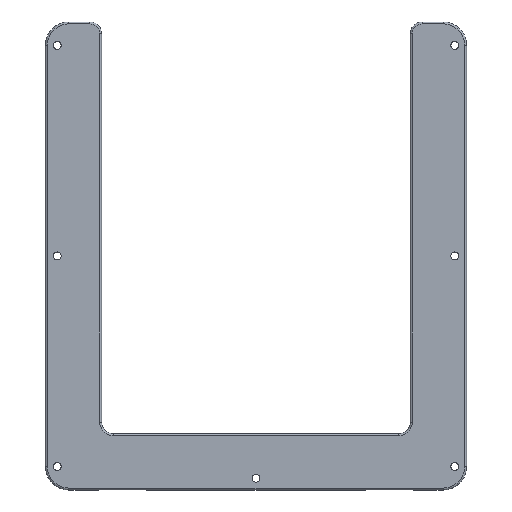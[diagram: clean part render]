
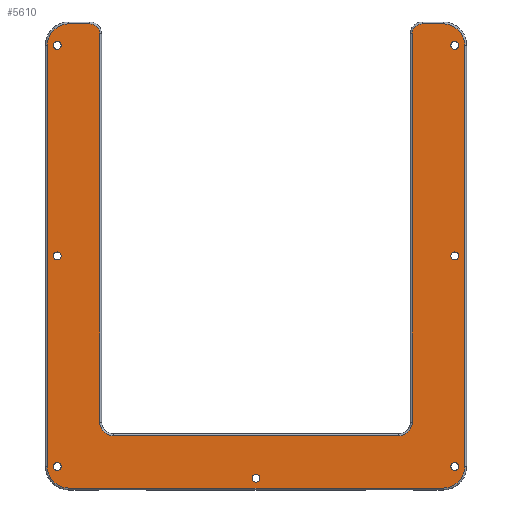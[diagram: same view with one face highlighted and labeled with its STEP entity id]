
A CAD part, top view. The second image highlights one B-rep face of the part: STEP entity #5610.
In plain terms, the highlighted planar face has unit normal (0, 0, 1).
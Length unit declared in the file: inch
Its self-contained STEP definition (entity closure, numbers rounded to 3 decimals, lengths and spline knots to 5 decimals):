
#384=FACE_BOUND('',#875,.T.);
#385=FACE_BOUND('',#876,.T.);
#386=FACE_BOUND('',#877,.T.);
#387=FACE_BOUND('',#878,.T.);
#388=FACE_BOUND('',#879,.T.);
#389=FACE_BOUND('',#880,.T.);
#390=FACE_BOUND('',#881,.T.);
#406=PLANE('',#6045);
#518=FACE_OUTER_BOUND('',#874,.T.);
#874=EDGE_LOOP('',(#3656,#3657,#3658,#3659,#3660,#3661,#3662,#3663,#3664,
#3665,#3666,#3667,#3668,#3669,#3670,#3671));
#875=EDGE_LOOP('',(#3672));
#876=EDGE_LOOP('',(#3673));
#877=EDGE_LOOP('',(#3674));
#878=EDGE_LOOP('',(#3675));
#879=EDGE_LOOP('',(#3676));
#880=EDGE_LOOP('',(#3677));
#881=EDGE_LOOP('',(#3678));
#1254=LINE('',#8381,#1583);
#1255=LINE('',#8385,#1584);
#1256=LINE('',#8389,#1585);
#1257=LINE('',#8393,#1586);
#1258=LINE('',#8397,#1587);
#1259=LINE('',#8401,#1588);
#1260=LINE('',#8405,#1589);
#1261=LINE('',#8408,#1590);
#1583=VECTOR('',#6816,0.3937);
#1584=VECTOR('',#6819,0.3937);
#1585=VECTOR('',#6822,0.3937);
#1586=VECTOR('',#6825,0.3937);
#1587=VECTOR('',#6828,0.3937);
#1588=VECTOR('',#6831,0.3937);
#1589=VECTOR('',#6834,0.3937);
#1590=VECTOR('',#6837,0.3937);
#1900=CIRCLE('',#6030,0.0425);
#1901=CIRCLE('',#6032,0.0425);
#1902=CIRCLE('',#6034,0.0425);
#1903=CIRCLE('',#6036,0.0425);
#1904=CIRCLE('',#6038,0.0425);
#1905=CIRCLE('',#6040,0.0425);
#1906=CIRCLE('',#6042,0.0425);
#1908=CIRCLE('',#6046,0.23);
#1909=CIRCLE('',#6047,0.105);
#1910=CIRCLE('',#6048,0.145);
#1911=CIRCLE('',#6049,0.145);
#1912=CIRCLE('',#6050,0.105);
#1913=CIRCLE('',#6051,0.23);
#1914=CIRCLE('',#6052,0.23);
#1915=CIRCLE('',#6053,0.23);
#2214=VERTEX_POINT('',#8332);
#2215=VERTEX_POINT('',#8336);
#2216=VERTEX_POINT('',#8340);
#2217=VERTEX_POINT('',#8344);
#2218=VERTEX_POINT('',#8348);
#2219=VERTEX_POINT('',#8352);
#2220=VERTEX_POINT('',#8356);
#2225=VERTEX_POINT('',#8377);
#2226=VERTEX_POINT('',#8378);
#2227=VERTEX_POINT('',#8380);
#2228=VERTEX_POINT('',#8382);
#2229=VERTEX_POINT('',#8384);
#2230=VERTEX_POINT('',#8386);
#2231=VERTEX_POINT('',#8388);
#2232=VERTEX_POINT('',#8390);
#2233=VERTEX_POINT('',#8392);
#2234=VERTEX_POINT('',#8394);
#2235=VERTEX_POINT('',#8396);
#2236=VERTEX_POINT('',#8398);
#2237=VERTEX_POINT('',#8400);
#2238=VERTEX_POINT('',#8402);
#2239=VERTEX_POINT('',#8404);
#2240=VERTEX_POINT('',#8406);
#2737=EDGE_CURVE('',#2214,#2214,#1900,.T.);
#2739=EDGE_CURVE('',#2215,#2215,#1901,.T.);
#2741=EDGE_CURVE('',#2216,#2216,#1902,.T.);
#2743=EDGE_CURVE('',#2217,#2217,#1903,.T.);
#2745=EDGE_CURVE('',#2218,#2218,#1904,.T.);
#2747=EDGE_CURVE('',#2219,#2219,#1905,.T.);
#2749=EDGE_CURVE('',#2220,#2220,#1906,.T.);
#2754=EDGE_CURVE('',#2225,#2226,#1908,.T.);
#2755=EDGE_CURVE('',#2227,#2225,#1254,.T.);
#2756=EDGE_CURVE('',#2228,#2227,#1909,.T.);
#2757=EDGE_CURVE('',#2229,#2228,#1255,.T.);
#2758=EDGE_CURVE('',#2230,#2229,#1910,.T.);
#2759=EDGE_CURVE('',#2231,#2230,#1256,.T.);
#2760=EDGE_CURVE('',#2232,#2231,#1911,.T.);
#2761=EDGE_CURVE('',#2233,#2232,#1257,.T.);
#2762=EDGE_CURVE('',#2234,#2233,#1912,.T.);
#2763=EDGE_CURVE('',#2235,#2234,#1258,.T.);
#2764=EDGE_CURVE('',#2236,#2235,#1913,.T.);
#2765=EDGE_CURVE('',#2237,#2236,#1259,.T.);
#2766=EDGE_CURVE('',#2238,#2237,#1914,.T.);
#2767=EDGE_CURVE('',#2239,#2238,#1260,.T.);
#2768=EDGE_CURVE('',#2240,#2239,#1915,.T.);
#2769=EDGE_CURVE('',#2226,#2240,#1261,.T.);
#3656=ORIENTED_EDGE('',*,*,#2754,.F.);
#3657=ORIENTED_EDGE('',*,*,#2755,.F.);
#3658=ORIENTED_EDGE('',*,*,#2756,.F.);
#3659=ORIENTED_EDGE('',*,*,#2757,.F.);
#3660=ORIENTED_EDGE('',*,*,#2758,.F.);
#3661=ORIENTED_EDGE('',*,*,#2759,.F.);
#3662=ORIENTED_EDGE('',*,*,#2760,.F.);
#3663=ORIENTED_EDGE('',*,*,#2761,.F.);
#3664=ORIENTED_EDGE('',*,*,#2762,.F.);
#3665=ORIENTED_EDGE('',*,*,#2763,.F.);
#3666=ORIENTED_EDGE('',*,*,#2764,.F.);
#3667=ORIENTED_EDGE('',*,*,#2765,.F.);
#3668=ORIENTED_EDGE('',*,*,#2766,.F.);
#3669=ORIENTED_EDGE('',*,*,#2767,.F.);
#3670=ORIENTED_EDGE('',*,*,#2768,.F.);
#3671=ORIENTED_EDGE('',*,*,#2769,.F.);
#3672=ORIENTED_EDGE('',*,*,#2749,.T.);
#3673=ORIENTED_EDGE('',*,*,#2747,.T.);
#3674=ORIENTED_EDGE('',*,*,#2745,.T.);
#3675=ORIENTED_EDGE('',*,*,#2743,.T.);
#3676=ORIENTED_EDGE('',*,*,#2741,.T.);
#3677=ORIENTED_EDGE('',*,*,#2739,.T.);
#3678=ORIENTED_EDGE('',*,*,#2737,.T.);
#5610=ADVANCED_FACE('',(#518,#384,#385,#386,#387,#388,#389,#390),#406,.T.);
#6030=AXIS2_PLACEMENT_3D('',#8334,#6774,#6775);
#6032=AXIS2_PLACEMENT_3D('',#8338,#6779,#6780);
#6034=AXIS2_PLACEMENT_3D('',#8342,#6784,#6785);
#6036=AXIS2_PLACEMENT_3D('',#8346,#6789,#6790);
#6038=AXIS2_PLACEMENT_3D('',#8350,#6794,#6795);
#6040=AXIS2_PLACEMENT_3D('',#8354,#6799,#6800);
#6042=AXIS2_PLACEMENT_3D('',#8358,#6804,#6805);
#6045=AXIS2_PLACEMENT_3D('',#8376,#6812,#6813);
#6046=AXIS2_PLACEMENT_3D('',#8379,#6814,#6815);
#6047=AXIS2_PLACEMENT_3D('',#8383,#6817,#6818);
#6048=AXIS2_PLACEMENT_3D('',#8387,#6820,#6821);
#6049=AXIS2_PLACEMENT_3D('',#8391,#6823,#6824);
#6050=AXIS2_PLACEMENT_3D('',#8395,#6826,#6827);
#6051=AXIS2_PLACEMENT_3D('',#8399,#6829,#6830);
#6052=AXIS2_PLACEMENT_3D('',#8403,#6832,#6833);
#6053=AXIS2_PLACEMENT_3D('',#8407,#6835,#6836);
#6774=DIRECTION('center_axis',(0.,0.,-1.));
#6775=DIRECTION('ref_axis',(-1.,0.,0.));
#6779=DIRECTION('center_axis',(0.,0.,-1.));
#6780=DIRECTION('ref_axis',(-1.,0.,0.));
#6784=DIRECTION('center_axis',(0.,0.,-1.));
#6785=DIRECTION('ref_axis',(-1.,0.,0.));
#6789=DIRECTION('center_axis',(0.,0.,-1.));
#6790=DIRECTION('ref_axis',(-1.,0.,0.));
#6794=DIRECTION('center_axis',(0.,0.,-1.));
#6795=DIRECTION('ref_axis',(-1.,0.,0.));
#6799=DIRECTION('center_axis',(0.,0.,-1.));
#6800=DIRECTION('ref_axis',(-1.,0.,0.));
#6804=DIRECTION('center_axis',(0.,0.,-1.));
#6805=DIRECTION('ref_axis',(-1.,0.,0.));
#6812=DIRECTION('center_axis',(0.,0.,1.));
#6813=DIRECTION('ref_axis',(1.,0.,0.));
#6814=DIRECTION('center_axis',(0.,0.,-1.));
#6815=DIRECTION('ref_axis',(0.707,0.707,0.));
#6816=DIRECTION('',(1.,0.,0.));
#6817=DIRECTION('center_axis',(0.,0.,-1.));
#6818=DIRECTION('ref_axis',(-0.707,0.707,0.));
#6819=DIRECTION('',(0.,1.,0.));
#6820=DIRECTION('center_axis',(0.,0.,1.));
#6821=DIRECTION('ref_axis',(0.707,-0.707,0.));
#6822=DIRECTION('',(1.,0.,0.));
#6823=DIRECTION('center_axis',(0.,0.,1.));
#6824=DIRECTION('ref_axis',(-0.707,-0.707,0.));
#6825=DIRECTION('',(0.,-1.,0.));
#6826=DIRECTION('center_axis',(0.,0.,-1.));
#6827=DIRECTION('ref_axis',(0.707,0.707,0.));
#6828=DIRECTION('',(1.,0.,0.));
#6829=DIRECTION('center_axis',(0.,0.,-1.));
#6830=DIRECTION('ref_axis',(-0.707,0.707,0.));
#6831=DIRECTION('',(0.,1.,0.));
#6832=DIRECTION('center_axis',(0.,0.,-1.));
#6833=DIRECTION('ref_axis',(-0.707,-0.707,0.));
#6834=DIRECTION('',(-1.,0.,0.));
#6835=DIRECTION('center_axis',(0.,0.,-1.));
#6836=DIRECTION('ref_axis',(0.707,-0.707,0.));
#6837=DIRECTION('',(0.,-1.,0.));
#8332=CARTESIAN_POINT('',(-2.0825,-2.25,0.562));
#8334=CARTESIAN_POINT('Origin',(-2.125,-2.25,0.562));
#8336=CARTESIAN_POINT('',(2.1675,2.25,0.562));
#8338=CARTESIAN_POINT('Origin',(2.125,2.25,0.562));
#8340=CARTESIAN_POINT('',(0.0425,-2.375,0.562));
#8342=CARTESIAN_POINT('Origin',(0.,-2.375,0.562));
#8344=CARTESIAN_POINT('',(-2.0825,2.25,0.562));
#8346=CARTESIAN_POINT('Origin',(-2.125,2.25,0.562));
#8348=CARTESIAN_POINT('',(-2.0825,0.,0.562));
#8350=CARTESIAN_POINT('Origin',(-2.125,0.,0.562));
#8352=CARTESIAN_POINT('',(2.1675,0.,0.562));
#8354=CARTESIAN_POINT('Origin',(2.125,0.,0.562));
#8356=CARTESIAN_POINT('',(2.1675,-2.25,0.562));
#8358=CARTESIAN_POINT('Origin',(2.125,-2.25,0.562));
#8376=CARTESIAN_POINT('Origin',(0.,0.,
0.562));
#8377=CARTESIAN_POINT('',(2.,2.48,0.562));
#8378=CARTESIAN_POINT('',(2.23,2.25,0.562));
#8379=CARTESIAN_POINT('Origin',(2.,2.25,0.562));
#8380=CARTESIAN_POINT('',(1.775,2.48,0.562));
#8381=CARTESIAN_POINT('',(1.,2.48,0.562));
#8382=CARTESIAN_POINT('',(1.67,2.375,0.562));
#8383=CARTESIAN_POINT('Origin',(1.775,2.375,0.562));
#8384=CARTESIAN_POINT('',(1.67,-1.775,0.562));
#8385=CARTESIAN_POINT('',(1.67,-0.95,0.562));
#8386=CARTESIAN_POINT('',(1.525,-1.92,0.562));
#8387=CARTESIAN_POINT('Origin',(1.525,-1.775,0.562));
#8388=CARTESIAN_POINT('',(-1.525,-1.92,0.562));
#8389=CARTESIAN_POINT('',(-0.825,-1.92,0.562));
#8390=CARTESIAN_POINT('',(-1.67,-1.775,0.562));
#8391=CARTESIAN_POINT('Origin',(-1.525,-1.775,0.562));
#8392=CARTESIAN_POINT('',(-1.67,2.375,0.562));
#8393=CARTESIAN_POINT('',(-1.67,0.95,0.562));
#8394=CARTESIAN_POINT('',(-1.775,2.48,0.562));
#8395=CARTESIAN_POINT('Origin',(-1.775,2.375,0.562));
#8396=CARTESIAN_POINT('',(-2.,2.48,0.562));
#8397=CARTESIAN_POINT('',(1.,2.48,0.562));
#8398=CARTESIAN_POINT('',(-2.23,2.25,0.562));
#8399=CARTESIAN_POINT('Origin',(-2.,2.25,0.562));
#8400=CARTESIAN_POINT('',(-2.23,-2.25,0.562));
#8401=CARTESIAN_POINT('',(-2.23,1.125,0.562));
#8402=CARTESIAN_POINT('',(-2.,-2.48,0.562));
#8403=CARTESIAN_POINT('Origin',(-2.,-2.25,0.562));
#8404=CARTESIAN_POINT('',(2.,-2.48,0.562));
#8405=CARTESIAN_POINT('',(-1.,-2.48,0.562));
#8406=CARTESIAN_POINT('',(2.23,-2.25,0.562));
#8407=CARTESIAN_POINT('Origin',(2.,-2.25,0.562));
#8408=CARTESIAN_POINT('',(2.23,-1.125,0.562));
